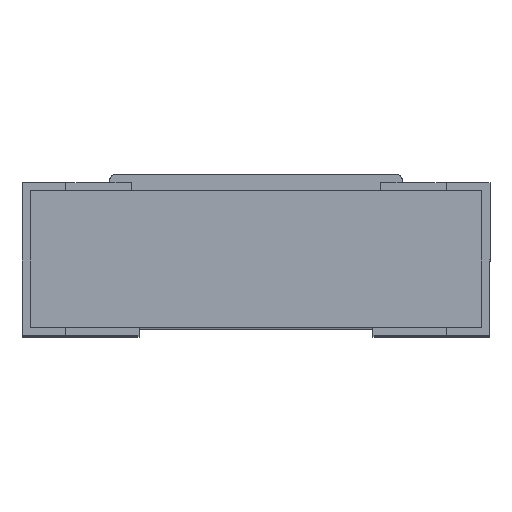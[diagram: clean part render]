
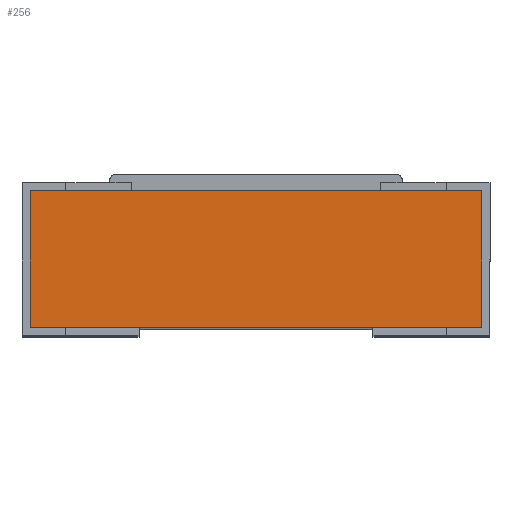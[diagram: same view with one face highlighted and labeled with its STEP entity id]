
A CAD part, top view. The second image highlights one B-rep face of the part: STEP entity #256.
In plain terms, the highlighted face is planar.
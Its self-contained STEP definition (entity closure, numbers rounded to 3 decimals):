
#256 = ADVANCED_FACE ( 'NONE', ( #8031 ), #8150, .F. ) ;
#992 = VECTOR ( 'NONE', #7815, 1000. ) ;
#2035 = VERTEX_POINT ( 'NONE', #4914 ) ;
#2212 = DIRECTION ( 'NONE',  ( 0., 0., -1. ) ) ;
#2780 = CARTESIAN_POINT ( 'NONE',  ( 2., 4.783, 0.772 ) ) ;
#3404 = VERTEX_POINT ( 'NONE', #5308 ) ;
#3676 = ORIENTED_EDGE ( 'NONE', *, *, #6903, .T. ) ;
#3707 = ORIENTED_EDGE ( 'NONE', *, *, #9856, .F. ) ;
#3769 = DIRECTION ( 'NONE',  ( 0., 0., 1. ) ) ;
#4300 = EDGE_LOOP ( 'NONE', ( #3707, #3676, #7004, #8290 ) ) ;
#4914 = CARTESIAN_POINT ( 'NONE',  ( 2., 0.028, 0.772 ) ) ;
#5189 = CARTESIAN_POINT ( 'NONE',  ( 2., 0.495, 0.772 ) ) ;
#5204 = CARTESIAN_POINT ( 'NONE',  ( 2., 0.028, -0.772 ) ) ;
#5308 = CARTESIAN_POINT ( 'NONE',  ( 2., 0.495, -0.772 ) ) ;
#5384 = DIRECTION ( 'NONE',  ( -1., 0., 0. ) ) ;
#6082 = CARTESIAN_POINT ( 'NONE',  ( 2., 0.495, 0.772 ) ) ;
#6399 = LINE ( 'NONE', #8370, #9224 ) ;
#6794 = VECTOR ( 'NONE', #2212, 1000. ) ;
#6846 = LINE ( 'NONE', #6082, #992 ) ;
#6903 = EDGE_CURVE ( 'NONE', #9019, #2035, #9807, .T. ) ;
#7004 = ORIENTED_EDGE ( 'NONE', *, *, #7734, .T. ) ;
#7041 = EDGE_CURVE ( 'NONE', #3404, #8571, #6399, .T. ) ;
#7325 = DIRECTION ( 'NONE',  ( 0., -1., 0. ) ) ;
#7506 = CARTESIAN_POINT ( 'NONE',  ( 2., 0.028, 0.772 ) ) ;
#7734 = EDGE_CURVE ( 'NONE', #2035, #8571, #9250, .T. ) ;
#7815 = DIRECTION ( 'NONE',  ( 0., 0., -1. ) ) ;
#8031 = FACE_OUTER_BOUND ( 'NONE', #4300, .T. ) ;
#8150 = PLANE ( 'NONE',  #8796 ) ;
#8290 = ORIENTED_EDGE ( 'NONE', *, *, #7041, .F. ) ;
#8370 = CARTESIAN_POINT ( 'NONE',  ( 2., 4.783, -0.772 ) ) ;
#8571 = VERTEX_POINT ( 'NONE', #5204 ) ;
#8796 = AXIS2_PLACEMENT_3D ( 'NONE', #10582, #5384, #3769 ) ;
#8835 = DIRECTION ( 'NONE',  ( 0., -1., 0. ) ) ;
#9019 = VERTEX_POINT ( 'NONE', #5189 ) ;
#9224 = VECTOR ( 'NONE', #7325, 1000. ) ;
#9250 = LINE ( 'NONE', #7506, #6794 ) ;
#9807 = LINE ( 'NONE', #2780, #10329 ) ;
#9856 = EDGE_CURVE ( 'NONE', #9019, #3404, #6846, .T. ) ;
#10329 = VECTOR ( 'NONE', #8835, 1000. ) ;
#10582 = CARTESIAN_POINT ( 'NONE',  ( 2., 4.783, 0.772 ) ) ;
